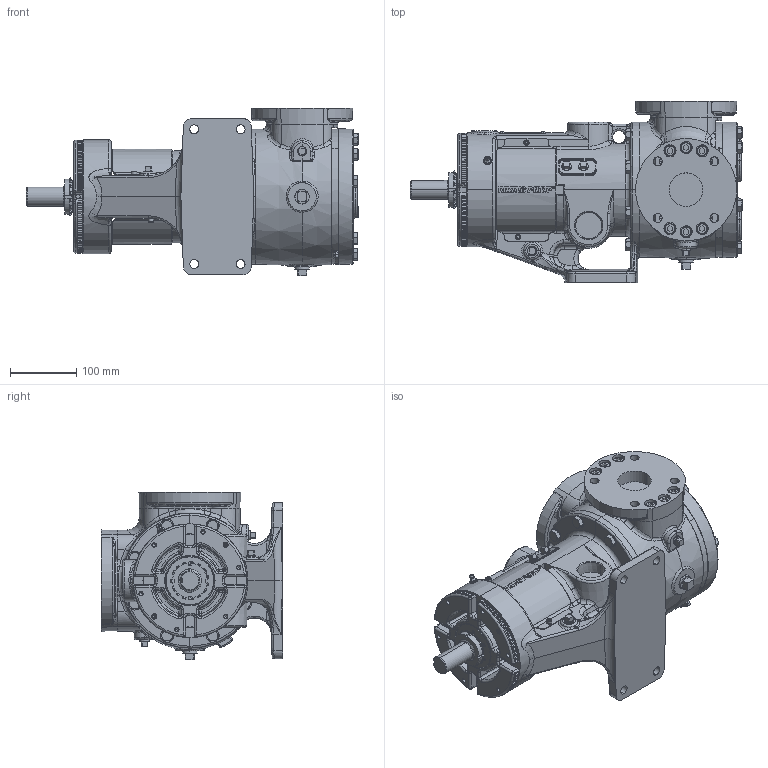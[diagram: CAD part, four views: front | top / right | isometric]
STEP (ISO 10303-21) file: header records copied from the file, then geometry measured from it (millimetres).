
FILE_DESCRIPTION (( 'STEP AP214' ), '1' );
FILE_NAME ('KV-2744.step', '2025-12-05T02:34:22', ( '' ), ( '' ), 'SwSTEP 2.0', 'SolidWorks 2024', '' );
FILE_SCHEMA (( 'AUTOMOTIVE_DESIGN' ));
Length unit declared in the file: inch
Products named in the file (1): KV-2744
Bounding box: 500.25 x 273.05 x 252.6 mm (x, y, z)
Volume: 10806271.7 mm3; surface area: 671929.2 mm2
Topology: 1 solids, 1 shells, 4731 faces, 11947 edges, 7412 vertices
Faces by surface type: bspline 1535, plane 1496, cone 817, cylinder 655, torus 175, sphere 53
Entity records: 222934 total; most frequent: CARTESIAN_POINT 121998, ORIENTED_EDGE 23720, DIRECTION 16845, EDGE_CURVE 11860, VERTEX_POINT 7408, AXIS2_PLACEMENT_3D 6252, EDGE_LOOP 5048, ADVANCED_FACE 4731
